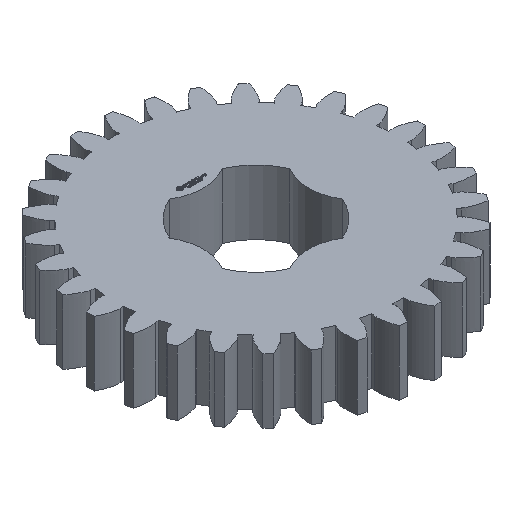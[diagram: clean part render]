
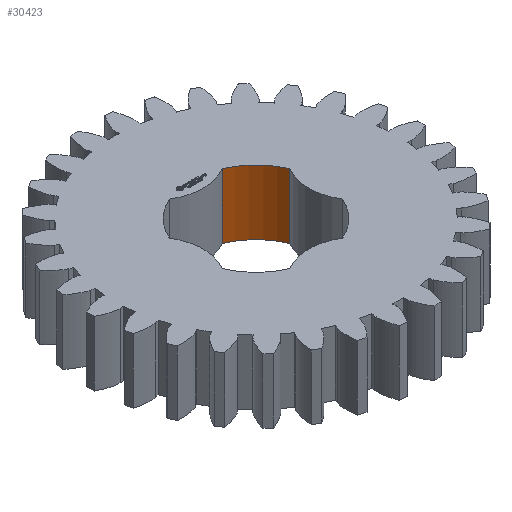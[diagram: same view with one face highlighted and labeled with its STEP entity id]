
A CAD part, isometric view. The second image highlights one B-rep face of the part: STEP entity #30423.
In plain terms, the highlighted cylindrical face has radius 6.35 mm (diameter 12.7 mm), a partial arc.
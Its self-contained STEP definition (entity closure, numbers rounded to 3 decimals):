
#93 = PLANE('',#94);
#94 = AXIS2_PLACEMENT_3D('',#95,#96,#97);
#95 = CARTESIAN_POINT('',(0.,0.,6.25)
  );
#96 = DIRECTION('',(0.,0.,1.));
#97 = DIRECTION('',(1.,0.,0.));
#168 = PLANE('',#169);
#169 = AXIS2_PLACEMENT_3D('',#170,#171,#172);
#170 = CARTESIAN_POINT('',(0.,0.,0.));
#171 = DIRECTION('',(0.,0.,1.));
#172 = DIRECTION('',(1.,0.,0.));
#8774 = VERTEX_POINT('',#8775);
#8775 = CARTESIAN_POINT('',(2.55,5.816,0.));
#8790 = CYLINDRICAL_SURFACE('',#8791,4.9);
#8791 = AXIS2_PLACEMENT_3D('',#8792,#8793,#8794);
#8792 = CARTESIAN_POINT('',(0.,10.,0.));
#8793 = DIRECTION('',(0.,-0.,-1.));
#8794 = DIRECTION('',(0.707,0.707,0.));
#8802 = EDGE_CURVE('',#8803,#8774,#8805,.T.);
#8803 = VERTEX_POINT('',#8804);
#8804 = CARTESIAN_POINT('',(5.816,2.55,0.));
#8805 = SURFACE_CURVE('',#8806,(#8811,#8818),.PCURVE_S1.);
#8806 = CIRCLE('',#8807,6.35);
#8807 = AXIS2_PLACEMENT_3D('',#8808,#8809,#8810);
#8808 = CARTESIAN_POINT('',(0.,0.,0.));
#8809 = DIRECTION('',(0.,-0.,1.));
#8810 = DIRECTION('',(0.707,0.707,0.));
#8811 = PCURVE('',#168,#8812);
#8812 = DEFINITIONAL_REPRESENTATION('',(#8813),#8817);
#8813 = CIRCLE('',#8814,6.35);
#8814 = AXIS2_PLACEMENT_2D('',#8815,#8816);
#8815 = CARTESIAN_POINT('',(0.,0.));
#8816 = DIRECTION('',(0.707,0.707));
#8817 = ( GEOMETRIC_REPRESENTATION_CONTEXT(2) 
PARAMETRIC_REPRESENTATION_CONTEXT() REPRESENTATION_CONTEXT('2D SPACE',''
  ) );
#8818 = PCURVE('',#8819,#8824);
#8819 = CYLINDRICAL_SURFACE('',#8820,6.35);
#8820 = AXIS2_PLACEMENT_3D('',#8821,#8822,#8823);
#8821 = CARTESIAN_POINT('',(0.,0.,0.));
#8822 = DIRECTION('',(0.,-0.,-1.));
#8823 = DIRECTION('',(0.707,0.707,0.));
#8824 = DEFINITIONAL_REPRESENTATION('',(#8825),#8829);
#8825 = LINE('',#8826,#8827);
#8826 = CARTESIAN_POINT('',(-0.,0.));
#8827 = VECTOR('',#8828,1.);
#8828 = DIRECTION('',(-1.,0.));
#8829 = ( GEOMETRIC_REPRESENTATION_CONTEXT(2) 
PARAMETRIC_REPRESENTATION_CONTEXT() REPRESENTATION_CONTEXT('2D SPACE',''
  ) );
#8848 = CYLINDRICAL_SURFACE('',#8849,4.9);
#8849 = AXIS2_PLACEMENT_3D('',#8850,#8851,#8852);
#8850 = CARTESIAN_POINT('',(10.,0.,0.));
#8851 = DIRECTION('',(0.,-0.,-1.));
#8852 = DIRECTION('',(0.707,0.707,0.));
#15050 = VERTEX_POINT('',#15051);
#15051 = CARTESIAN_POINT('',(2.55,5.816,6.25));
#15073 = EDGE_CURVE('',#15074,#15050,#15076,.T.);
#15074 = VERTEX_POINT('',#15075);
#15075 = CARTESIAN_POINT('',(5.816,2.55,6.25));
#15076 = SURFACE_CURVE('',#15077,(#15082,#15089),.PCURVE_S1.);
#15077 = CIRCLE('',#15078,6.35);
#15078 = AXIS2_PLACEMENT_3D('',#15079,#15080,#15081);
#15079 = CARTESIAN_POINT('',(0.,0.,6.25)
  );
#15080 = DIRECTION('',(0.,-0.,1.));
#15081 = DIRECTION('',(0.707,0.707,0.));
#15082 = PCURVE('',#93,#15083);
#15083 = DEFINITIONAL_REPRESENTATION('',(#15084),#15088);
#15084 = CIRCLE('',#15085,6.35);
#15085 = AXIS2_PLACEMENT_2D('',#15086,#15087);
#15086 = CARTESIAN_POINT('',(0.,0.));
#15087 = DIRECTION('',(0.707,0.707));
#15088 = ( GEOMETRIC_REPRESENTATION_CONTEXT(2) 
PARAMETRIC_REPRESENTATION_CONTEXT() REPRESENTATION_CONTEXT('2D SPACE',''
  ) );
#15089 = PCURVE('',#8819,#15090);
#15090 = DEFINITIONAL_REPRESENTATION('',(#15091),#15095);
#15091 = LINE('',#15092,#15093);
#15092 = CARTESIAN_POINT('',(-0.,-6.25));
#15093 = VECTOR('',#15094,1.);
#15094 = DIRECTION('',(-1.,0.));
#15095 = ( GEOMETRIC_REPRESENTATION_CONTEXT(2) 
PARAMETRIC_REPRESENTATION_CONTEXT() REPRESENTATION_CONTEXT('2D SPACE',''
  ) );
#30400 = EDGE_CURVE('',#8803,#15074,#30401,.T.);
#30401 = SURFACE_CURVE('',#30402,(#30406,#30413),.PCURVE_S1.);
#30402 = LINE('',#30403,#30404);
#30403 = CARTESIAN_POINT('',(5.816,2.55,0.));
#30404 = VECTOR('',#30405,1.);
#30405 = DIRECTION('',(0.,0.,1.));
#30406 = PCURVE('',#8848,#30407);
#30407 = DEFINITIONAL_REPRESENTATION('',(#30408),#30412);
#30408 = LINE('',#30409,#30410);
#30409 = CARTESIAN_POINT('',(-1.809,0.));
#30410 = VECTOR('',#30411,1.);
#30411 = DIRECTION('',(-0.,-1.));
#30412 = ( GEOMETRIC_REPRESENTATION_CONTEXT(2) 
PARAMETRIC_REPRESENTATION_CONTEXT() REPRESENTATION_CONTEXT('2D SPACE',''
  ) );
#30413 = PCURVE('',#8819,#30414);
#30414 = DEFINITIONAL_REPRESENTATION('',(#30415),#30419);
#30415 = LINE('',#30416,#30417);
#30416 = CARTESIAN_POINT('',(-5.911,0.));
#30417 = VECTOR('',#30418,1.);
#30418 = DIRECTION('',(-0.,-1.));
#30419 = ( GEOMETRIC_REPRESENTATION_CONTEXT(2) 
PARAMETRIC_REPRESENTATION_CONTEXT() REPRESENTATION_CONTEXT('2D SPACE',''
  ) );
#30423 = ADVANCED_FACE('',(#30424),#8819,.F.);
#30424 = FACE_BOUND('',#30425,.T.);
#30425 = EDGE_LOOP('',(#30426,#30427,#30428,#30449));
#30426 = ORIENTED_EDGE('',*,*,#30400,.T.);
#30427 = ORIENTED_EDGE('',*,*,#15073,.T.);
#30428 = ORIENTED_EDGE('',*,*,#30429,.F.);
#30429 = EDGE_CURVE('',#8774,#15050,#30430,.T.);
#30430 = SURFACE_CURVE('',#30431,(#30435,#30442),.PCURVE_S1.);
#30431 = LINE('',#30432,#30433);
#30432 = CARTESIAN_POINT('',(2.55,5.816,0.));
#30433 = VECTOR('',#30434,1.);
#30434 = DIRECTION('',(0.,0.,1.));
#30435 = PCURVE('',#8819,#30436);
#30436 = DEFINITIONAL_REPRESENTATION('',(#30437),#30441);
#30437 = LINE('',#30438,#30439);
#30438 = CARTESIAN_POINT('',(-6.655,0.));
#30439 = VECTOR('',#30440,1.);
#30440 = DIRECTION('',(-0.,-1.));
#30441 = ( GEOMETRIC_REPRESENTATION_CONTEXT(2) 
PARAMETRIC_REPRESENTATION_CONTEXT() REPRESENTATION_CONTEXT('2D SPACE',''
  ) );
#30442 = PCURVE('',#8790,#30443);
#30443 = DEFINITIONAL_REPRESENTATION('',(#30444),#30448);
#30444 = LINE('',#30445,#30446);
#30445 = CARTESIAN_POINT('',(-4.474,0.));
#30446 = VECTOR('',#30447,1.);
#30447 = DIRECTION('',(-0.,-1.));
#30448 = ( GEOMETRIC_REPRESENTATION_CONTEXT(2) 
PARAMETRIC_REPRESENTATION_CONTEXT() REPRESENTATION_CONTEXT('2D SPACE',''
  ) );
#30449 = ORIENTED_EDGE('',*,*,#8802,.F.);
